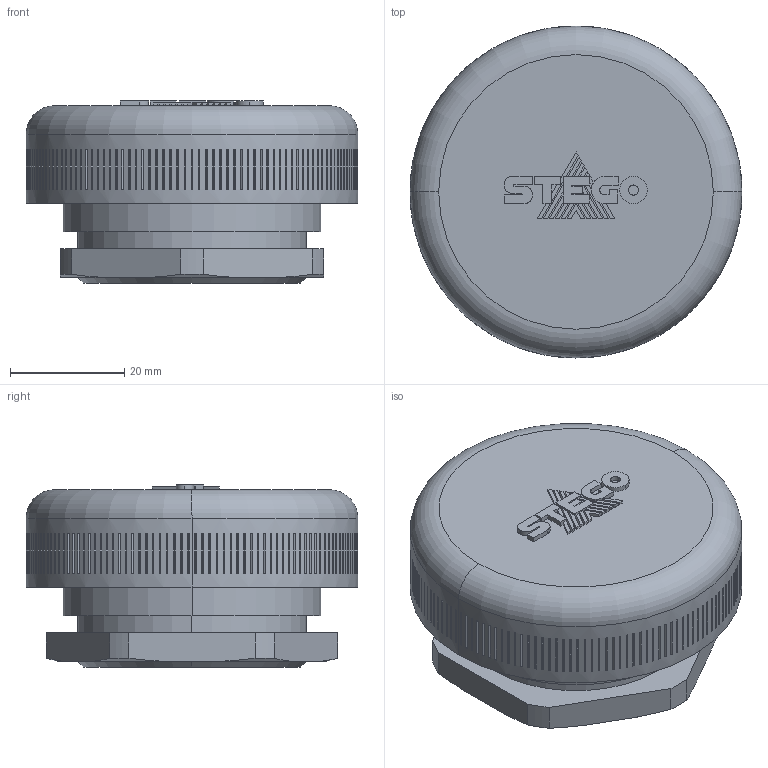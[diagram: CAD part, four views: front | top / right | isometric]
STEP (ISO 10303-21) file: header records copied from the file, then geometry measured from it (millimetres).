
FILE_DESCRIPTION (( 'STEP AP214' ), '1' );
FILE_NAME ('DA_28401_eplan_08_2013.STEP', '2013-08-12T07:47:09', ( 'Nutzer' ), ( '' ), 'SwSTEP 2.0', 'SolidWorks 2013', '' );
FILE_SCHEMA (( 'AUTOMOTIVE_DESIGN' ));
Length unit declared in the file: millimetre
Products named in the file (1): DA_28401_eplan_08_2013
Bounding box: 58 x 58 x 31.85 mm (x, y, z)
Volume: 54257.2 mm3; surface area: 13464.4 mm2
Topology: 1 solids, 1 shells, 776 faces, 1849 edges, 1232 vertices
Faces by surface type: plane 727, bspline 21, cylinder 16, cone 10, torus 2
Entity records: 22452 total; most frequent: CARTESIAN_POINT 4190, ORIENTED_EDGE 3698, DIRECTION 3636, EDGE_CURVE 1849, LINE 1448, VECTOR 1448, VERTEX_POINT 1232, AXIS2_PLACEMENT_3D 1094
